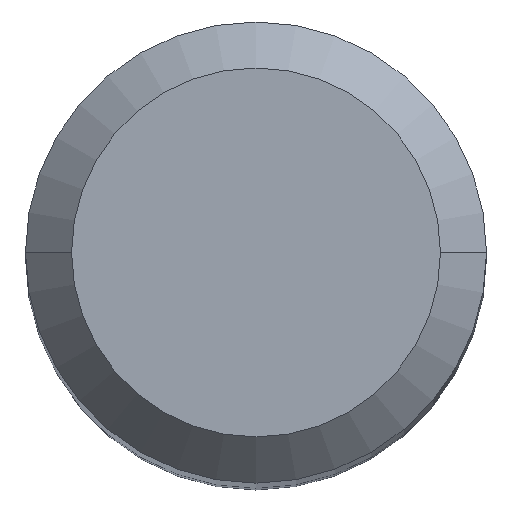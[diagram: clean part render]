
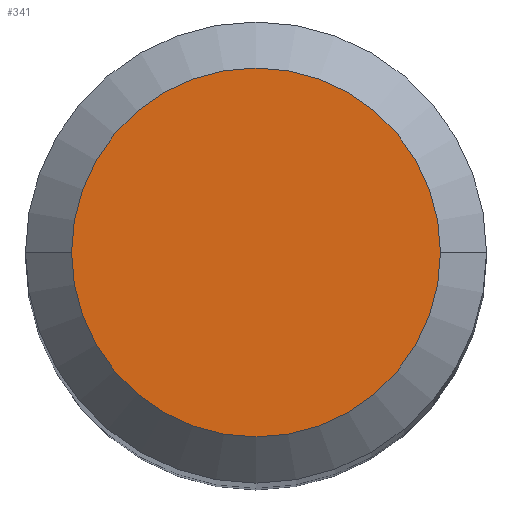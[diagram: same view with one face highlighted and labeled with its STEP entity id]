
A CAD part, top view. The second image highlights one B-rep face of the part: STEP entity #341.
In plain terms, the highlighted planar face has unit normal (0, 0, 1).
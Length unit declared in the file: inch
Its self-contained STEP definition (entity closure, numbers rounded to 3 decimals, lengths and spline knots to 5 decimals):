
#10 = EDGE_CURVE ( 'NONE', #490, #445, #326, .T. ) ;
#22 = CARTESIAN_POINT ( 'NONE',  ( -0.09448, 0., 0. ) ) ;
#29 = ORIENTED_EDGE ( 'NONE', *, *, #393, .T. ) ;
#31 = CIRCLE ( 'NONE', #440, 0.09448 ) ;
#76 = DIRECTION ( 'NONE',  ( 0., 0., -1. ) ) ;
#116 = EDGE_LOOP ( 'NONE', ( #29, #157 ) ) ;
#124 = FACE_OUTER_BOUND ( 'NONE', #116, .T. ) ;
#143 = CARTESIAN_POINT ( 'NONE',  ( 0.09448, 0., 0. ) ) ;
#157 = ORIENTED_EDGE ( 'NONE', *, *, #10, .T. ) ;
#173 = DIRECTION ( 'NONE',  ( -1., 0., 0. ) ) ;
#186 = DIRECTION ( 'NONE',  ( 1., 0., 0. ) ) ;
#196 = DIRECTION ( 'NONE',  ( 1., 0., 0. ) ) ;
#220 = CARTESIAN_POINT ( 'NONE',  ( 0., 0., 0. ) ) ;
#223 = DIRECTION ( 'NONE',  ( 0., 0., 1. ) ) ;
#242 = AXIS2_PLACEMENT_3D ( 'NONE', #464, #415, #196 ) ;
#272 = PLANE ( 'NONE',  #354 ) ;
#326 = CIRCLE ( 'NONE', #242, 0.09448 ) ;
#341 = ADVANCED_FACE ( 'NONE', ( #124 ), #272, .F. ) ;
#354 = AXIS2_PLACEMENT_3D ( 'NONE', #420, #76, #173 ) ;
#393 = EDGE_CURVE ( 'NONE', #445, #490, #31, .T. ) ;
#415 = DIRECTION ( 'NONE',  ( 0., 0., 1. ) ) ;
#420 = CARTESIAN_POINT ( 'NONE',  ( 0., 0., 0. ) ) ;
#440 = AXIS2_PLACEMENT_3D ( 'NONE', #220, #223, #186 ) ;
#445 = VERTEX_POINT ( 'NONE', #22 ) ;
#464 = CARTESIAN_POINT ( 'NONE',  ( 0., 0., 0. ) ) ;
#490 = VERTEX_POINT ( 'NONE', #143 ) ;
